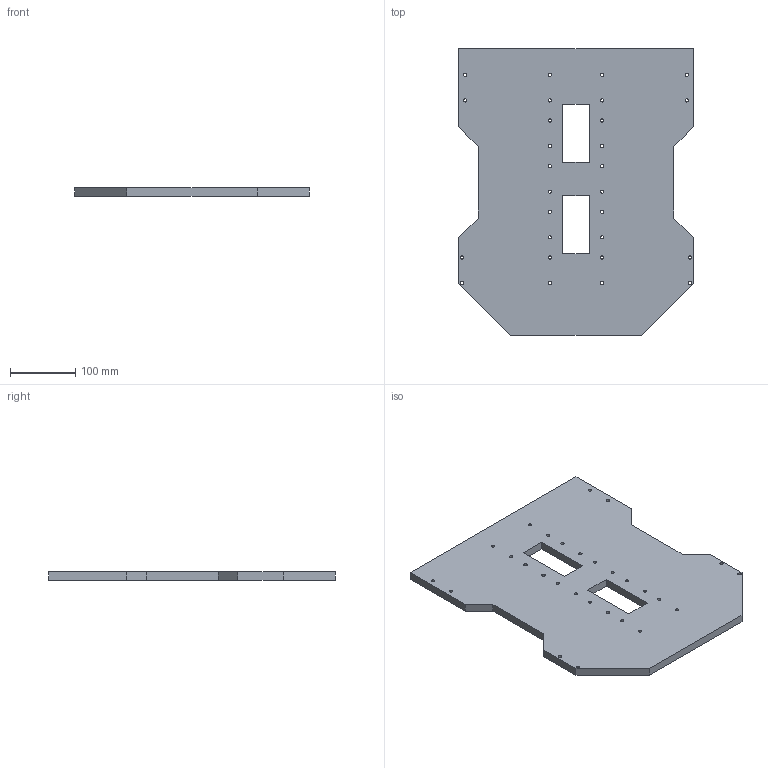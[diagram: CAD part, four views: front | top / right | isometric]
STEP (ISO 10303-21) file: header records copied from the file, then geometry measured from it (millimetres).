
FILE_DESCRIPTION(/* description */ (''),/* implementation_level */ '2;1');
FILE_NAME(/* name */ 'BaseCarro_ipt_34cce69d.STEP',/* time_stamp */ '2021-02-07T23:04:52-06:00',/* author */ ('jaime'),/* organization */ (''),/* preprocessor_version */ 'ST-DEVELOPER v18.1',/* originating_system */ 'Autodesk Inventor 2021',/* authorisation */ '');
FILE_SCHEMA (('AUTOMOTIVE_DESIGN { 1 0 10303 214 3 1 1 }'));
Length unit declared in the file: millimetre
Products named in the file (1): BaseCarro
Bounding box: 360 x 440 x 12.55 mm (x, y, z)
Volume: 1703124.3 mm3; surface area: 304503.6 mm2
Topology: 1 solids, 1 shells, 72 faces, 226 edges, 160 vertices
Faces by surface type: plane 44, cylinder 28
Full cylindrical faces by diameter (mm): 5 x28
Entity records: 2739 total; most frequent: CARTESIAN_POINT 459, DIRECTION 456, ORIENTED_EDGE 452, EDGE_CURVE 226, VERTEX_POINT 160, AXIS2_PLACEMENT_3D 157, LINE 142, VECTOR 142
